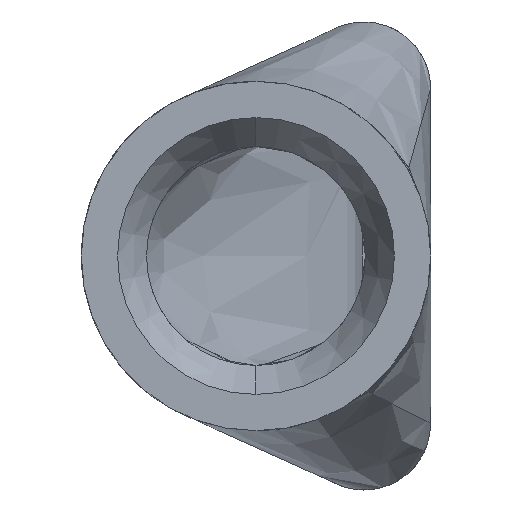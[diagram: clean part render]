
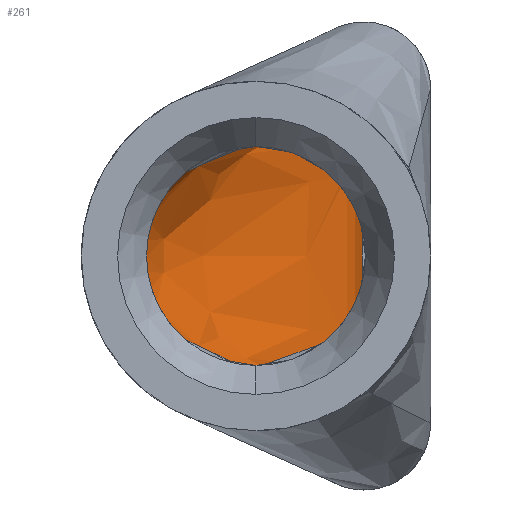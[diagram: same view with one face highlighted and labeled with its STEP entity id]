
A CAD part, left-side view. The second image highlights one B-rep face of the part: STEP entity #261.
In plain terms, the highlighted free-form (B-spline) face has degree [3, 3] with [9, 4] control points.
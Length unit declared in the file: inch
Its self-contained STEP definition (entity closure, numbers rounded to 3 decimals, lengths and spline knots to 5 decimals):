
#6 = CARTESIAN_POINT ( 'NONE',  ( 1.57, 0.1225, 0. ) ) ;
#7 = ORIENTED_EDGE ( 'NONE', *, *, #56, .F. ) ;
#12 = CARTESIAN_POINT ( 'NONE',  ( 1., 0.51646, 0.00001 ) ) ;
#17 = CARTESIAN_POINT ( 'NONE',  ( 1., 0.45093, -0.14119 ) ) ;
#22 = CARTESIAN_POINT ( 'NONE',  ( 1., 0.50036, 0.07166 ) ) ;
#29 = CARTESIAN_POINT ( 'NONE',  ( 1.57, 0.1225, -0.3 ) ) ;
#30 = CARTESIAN_POINT ( 'NONE',  ( 1.45582, 0.1225, 0.125 ) ) ;
#32 = CARTESIAN_POINT ( 'NONE',  ( 1., 0.43981, 0.15053 ) ) ;
#56 = EDGE_CURVE ( 'NONE', #902, #1091, #381, .T. ) ;
#94 = CARTESIAN_POINT ( 'NONE',  ( 1., 0.51646, 0.00001 ) ) ;
#95 = EDGE_CURVE ( 'NONE', #1127, #1091, #1000, .T. ) ;
#99 = CARTESIAN_POINT ( 'NONE',  ( 1.57, 0.1225, -0.3 ) ) ;
#100 = CARTESIAN_POINT ( 'NONE',  ( 1., 0.45093, 0.14119 ) ) ;
#103 = CARTESIAN_POINT ( 'NONE',  ( 1.11155, 0.43981, 0.15053 ) ) ;
#110 = CARTESIAN_POINT ( 'NONE',  ( 1.11155, 0.43981, -0.15053 ) ) ;
#118 = CARTESIAN_POINT ( 'NONE',  ( 1.45742, 0.1225, -0.225 ) ) ;
#126 = CARTESIAN_POINT ( 'NONE',  ( 1.11418, 0.50036, 0.07166 ) ) ;
#133 = CARTESIAN_POINT ( 'NONE',  ( 1.57, 0.1225, 0.125 ) ) ;
#206 = ORIENTED_EDGE ( 'NONE', *, *, #95, .T. ) ;
#214 = CARTESIAN_POINT ( 'NONE',  ( 1.45845, 0.1225, 0.3 ) ) ;
#221 = FACE_OUTER_BOUND ( 'NONE', #254, .T. ) ;
#229 = CARTESIAN_POINT ( 'NONE',  ( 1.45582, 0.1225, -0.125 ) ) ;
#235 = CARTESIAN_POINT ( 'NONE',  ( 1.57, 0.1225, -0.3 ) ) ;
#254 = EDGE_LOOP ( 'NONE', ( #836, #988, #206, #7 ) ) ;
#261 = ADVANCED_FACE ( 'NONE', ( #221 ), #566, .F. ) ;
#293 = CARTESIAN_POINT ( 'NONE',  ( 1.57, 0.1225, 0.3 ) ) ;
#315 = CARTESIAN_POINT ( 'NONE',  ( 1., 0.47082, -0.12024 ) ) ;
#328 = VERTEX_POINT ( 'NONE', #835 ) ;
#340 = CARTESIAN_POINT ( 'NONE',  ( 1., 0.47082, 0.12024 ) ) ;
#381 = B_SPLINE_CURVE_WITH_KNOTS ( 'NONE', 3,
 ( #869, #1254, #956, #293 ),
 .UNSPECIFIED., .F., .F.,
 ( 4, 4 ),
 ( 0., 1. ),
 .UNSPECIFIED. ) ;
#410 = CARTESIAN_POINT ( 'NONE',  ( 1.57, 0.1225, -0.275 ) ) ;
#421 = CARTESIAN_POINT ( 'NONE',  ( 1.57, 0.1225, -0.125 ) ) ;
#422 = CARTESIAN_POINT ( 'NONE',  ( 1.57, 0.1225, -0.125 ) ) ;
#430 = CARTESIAN_POINT ( 'NONE',  ( 1.11258, 0.47082, 0.12024 ) ) ;
#435 = CARTESIAN_POINT ( 'NONE',  ( 1.45466, 0.1225, 0. ) ) ;
#451 = CARTESIAN_POINT ( 'NONE',  ( 1.11155, 0.43981, -0.15053 ) ) ;
#458 = CARTESIAN_POINT ( 'NONE',  ( 1.45845, 0.1225, -0.3 ) ) ;
#463 = CARTESIAN_POINT ( 'NONE',  ( 1.57, 0.1225, 0.3 ) ) ;
#507 = CARTESIAN_POINT ( 'NONE',  ( 1.57, 0.1225, 0.3 ) ) ;
#513 = CARTESIAN_POINT ( 'NONE',  ( 1.11189, 0.45093, -0.14119 ) ) ;
#520 = CARTESIAN_POINT ( 'NONE',  ( 1.57, 0.1225, -0.225 ) ) ;
#536 = CARTESIAN_POINT ( 'NONE',  ( 1., 0.45093, -0.14119 ) ) ;
#566 = B_SPLINE_SURFACE_WITH_KNOTS ( 'NONE', 3, 3, ( 
 ( #1190, #110, #628, #235 ),
 ( #536, #513, #1183, #825 ),
 ( #315, #895, #118, #520 ),
 ( #636, #914, #229, #422 ),
 ( #12, #813, #435, #1097 ),
 ( #1007, #126, #30, #133 ),
 ( #340, #430, #819, #732 ),
 ( #1085, #1204, #1112, #609 ),
 ( #987, #103, #214, #507 ) ),
 .UNSPECIFIED., .F., .F., .F.,
 ( 4, 1, 1, 1, 1, 1, 4 ),
 ( 4, 4 ),
 ( 0., 0.125, 0.25, 0.5, 0.75, 0.875, 1. ),
 ( 0., 1. ),
 .UNSPECIFIED. ) ;
#606 = CARTESIAN_POINT ( 'NONE',  ( 1., 0.43981, 0.15053 ) ) ;
#609 = CARTESIAN_POINT ( 'NONE',  ( 1.57, 0.1225, 0.275 ) ) ;
#628 = CARTESIAN_POINT ( 'NONE',  ( 1.45845, 0.1225, -0.3 ) ) ;
#636 = CARTESIAN_POINT ( 'NONE',  ( 1., 0.50036, -0.07168 ) ) ;
#648 = B_SPLINE_CURVE_WITH_KNOTS ( 'NONE', 3,
 ( #606, #100, #904, #22, #94, #1179, #802, #17, #879 ),
 .UNSPECIFIED., .F., .F.,
 ( 4, 1, 1, 1, 1, 1, 4 ),
 ( 0., 0.125, 0.25, 0.5, 0.75, 0.875, 1. ),
 .UNSPECIFIED. ) ;
#732 = CARTESIAN_POINT ( 'NONE',  ( 1.57, 0.1225, 0.225 ) ) ;
#746 = CARTESIAN_POINT ( 'NONE',  ( 1.57, 0.1225, -0.3 ) ) ;
#764 = EDGE_CURVE ( 'NONE', #902, #328, #648, .T. ) ;
#792 = CARTESIAN_POINT ( 'NONE',  ( 1.57, 0.1225, 0.3 ) ) ;
#802 = CARTESIAN_POINT ( 'NONE',  ( 1., 0.47082, -0.12024 ) ) ;
#812 = CARTESIAN_POINT ( 'NONE',  ( 1.57, 0.1225, 0.225 ) ) ;
#813 = CARTESIAN_POINT ( 'NONE',  ( 1.11534, 0.51646, 0.00001 ) ) ;
#819 = CARTESIAN_POINT ( 'NONE',  ( 1.45742, 0.1225, 0.225 ) ) ;
#825 = CARTESIAN_POINT ( 'NONE',  ( 1.57, 0.1225, -0.275 ) ) ;
#835 = CARTESIAN_POINT ( 'NONE',  ( 1., 0.43981, -0.15053 ) ) ;
#836 = ORIENTED_EDGE ( 'NONE', *, *, #764, .T. ) ;
#869 = CARTESIAN_POINT ( 'NONE',  ( 1., 0.43981, 0.15053 ) ) ;
#873 = EDGE_CURVE ( 'NONE', #328, #1127, #1004, .T. ) ;
#879 = CARTESIAN_POINT ( 'NONE',  ( 1., 0.43981, -0.15053 ) ) ;
#895 = CARTESIAN_POINT ( 'NONE',  ( 1.11258, 0.47082, -0.12024 ) ) ;
#902 = VERTEX_POINT ( 'NONE', #32 ) ;
#904 = CARTESIAN_POINT ( 'NONE',  ( 1., 0.47082, 0.12024 ) ) ;
#914 = CARTESIAN_POINT ( 'NONE',  ( 1.11418, 0.50036, -0.07168 ) ) ;
#956 = CARTESIAN_POINT ( 'NONE',  ( 1.45845, 0.1225, 0.3 ) ) ;
#987 = CARTESIAN_POINT ( 'NONE',  ( 1., 0.43981, 0.15053 ) ) ;
#988 = ORIENTED_EDGE ( 'NONE', *, *, #873, .T. ) ;
#994 = CARTESIAN_POINT ( 'NONE',  ( 1.57, 0.1225, 0.275 ) ) ;
#1000 = B_SPLINE_CURVE_WITH_KNOTS ( 'NONE', 3,
 ( #29, #410, #1196, #421, #6, #1078, #812, #994, #792 ),
 .UNSPECIFIED., .F., .F.,
 ( 4, 1, 1, 1, 1, 1, 4 ),
 ( 0., 0.125, 0.25, 0.5, 0.75, 0.875, 1. ),
 .UNSPECIFIED. ) ;
#1004 = B_SPLINE_CURVE_WITH_KNOTS ( 'NONE', 3,
 ( #1123, #451, #458, #746 ),
 .UNSPECIFIED., .F., .F.,
 ( 4, 4 ),
 ( 0., 1. ),
 .UNSPECIFIED. ) ;
#1007 = CARTESIAN_POINT ( 'NONE',  ( 1., 0.50036, 0.07166 ) ) ;
#1078 = CARTESIAN_POINT ( 'NONE',  ( 1.57, 0.1225, 0.125 ) ) ;
#1085 = CARTESIAN_POINT ( 'NONE',  ( 1., 0.45093, 0.14119 ) ) ;
#1091 = VERTEX_POINT ( 'NONE', #463 ) ;
#1097 = CARTESIAN_POINT ( 'NONE',  ( 1.57, 0.1225, 0. ) ) ;
#1112 = CARTESIAN_POINT ( 'NONE',  ( 1.45811, 0.1225, 0.275 ) ) ;
#1123 = CARTESIAN_POINT ( 'NONE',  ( 1., 0.43981, -0.15053 ) ) ;
#1127 = VERTEX_POINT ( 'NONE', #99 ) ;
#1179 = CARTESIAN_POINT ( 'NONE',  ( 1., 0.50036, -0.07168 ) ) ;
#1183 = CARTESIAN_POINT ( 'NONE',  ( 1.45811, 0.1225, -0.275 ) ) ;
#1190 = CARTESIAN_POINT ( 'NONE',  ( 1., 0.43981, -0.15053 ) ) ;
#1196 = CARTESIAN_POINT ( 'NONE',  ( 1.57, 0.1225, -0.225 ) ) ;
#1204 = CARTESIAN_POINT ( 'NONE',  ( 1.11189, 0.45093, 0.14119 ) ) ;
#1254 = CARTESIAN_POINT ( 'NONE',  ( 1.11155, 0.43981, 0.15053 ) ) ;
